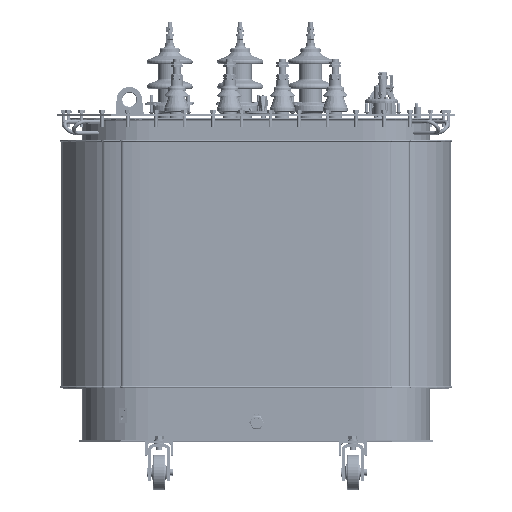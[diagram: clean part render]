
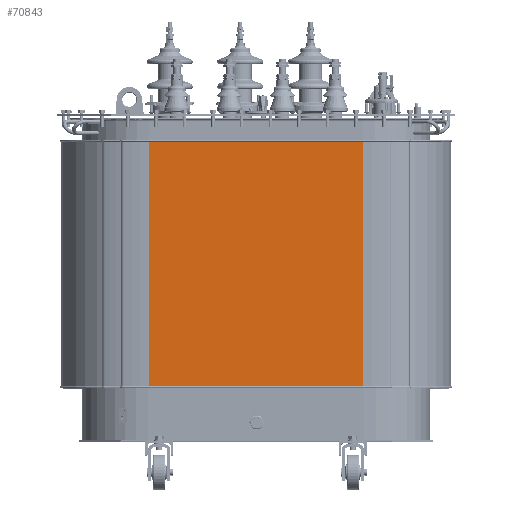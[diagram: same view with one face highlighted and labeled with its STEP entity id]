
A CAD part, top view. The second image highlights one B-rep face of the part: STEP entity #70843.
In plain terms, the highlighted planar face has unit normal (0, 0, 1).
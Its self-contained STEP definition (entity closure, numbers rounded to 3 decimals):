
#6847=LINE('',#130238,#11352);
#6900=LINE('',#130445,#11405);
#6901=LINE('',#130447,#11406);
#6902=LINE('',#130448,#11407);
#11352=VECTOR('',#93306,700.);
#11405=VECTOR('',#93529,700.);
#11406=VECTOR('',#93532,610.);
#11407=VECTOR('',#93533,610.);
#13615=PLANE('',#76990);
#20380=FACE_OUTER_BOUND('',#26190,.T.);
#26190=EDGE_LOOP('',(#61587,#61588,#61589,#61590));
#34698=VERTEX_POINT('',#130234);
#34700=VERTEX_POINT('',#130237);
#34768=VERTEX_POINT('',#130441);
#34769=VERTEX_POINT('',#130443);
#43616=EDGE_CURVE('',#34698,#34700,#6847,.T.);
#43720=EDGE_CURVE('',#34768,#34769,#6900,.T.);
#43721=EDGE_CURVE('',#34768,#34698,#6901,.T.);
#43722=EDGE_CURVE('',#34700,#34769,#6902,.T.);
#61587=ORIENTED_EDGE('',*,*,#43721,.F.);
#61588=ORIENTED_EDGE('',*,*,#43720,.T.);
#61589=ORIENTED_EDGE('',*,*,#43722,.F.);
#61590=ORIENTED_EDGE('',*,*,#43616,.F.);
#70843=ADVANCED_FACE('',(#20380),#13615,.T.);
#76990=AXIS2_PLACEMENT_3D('',#130446,#93530,#93531);
#93306=DIRECTION('',(0.,1.,0.));
#93529=DIRECTION('',(0.,1.,0.));
#93530=DIRECTION('center_axis',(0.,0.,1.));
#93531=DIRECTION('ref_axis',(1.,0.,0.));
#93532=DIRECTION('',(-1.,0.,0.));
#93533=DIRECTION('',(1.,0.,0.));
#130234=CARTESIAN_POINT('',(-305.,150.,390.));
#130237=CARTESIAN_POINT('',(-305.,850.,390.));
#130238=CARTESIAN_POINT('',(-305.,150.,390.));
#130441=CARTESIAN_POINT('',(305.,150.,390.));
#130443=CARTESIAN_POINT('',(305.,850.,390.));
#130445=CARTESIAN_POINT('',(305.,150.,390.));
#130446=CARTESIAN_POINT('Origin',(-305.,150.,390.));
#130447=CARTESIAN_POINT('',(0.,150.,390.));
#130448=CARTESIAN_POINT('',(0.,850.,390.));
